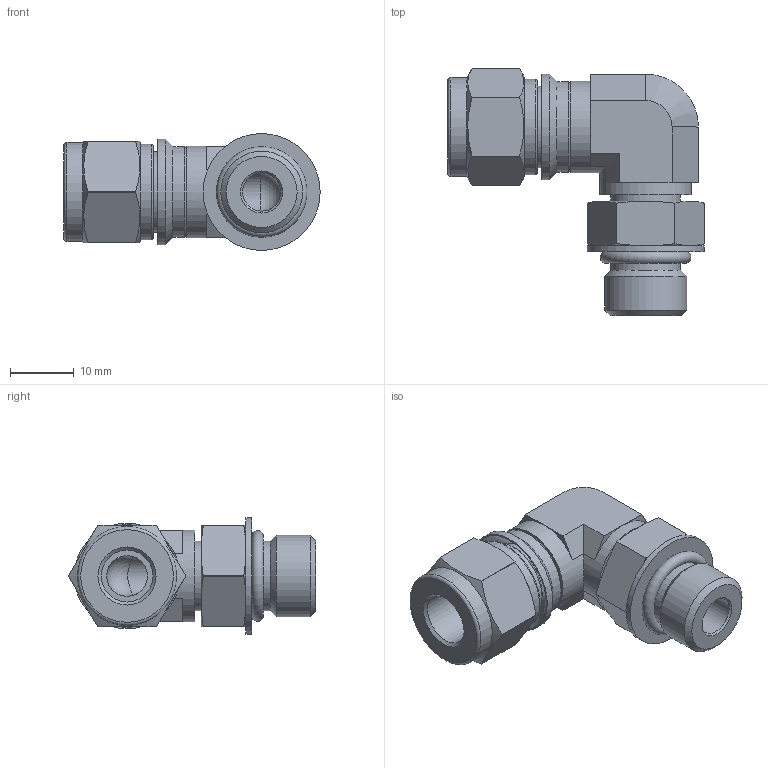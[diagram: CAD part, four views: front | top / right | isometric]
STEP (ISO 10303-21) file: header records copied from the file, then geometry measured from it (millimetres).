
FILE_DESCRIPTION(/* description */ (''),/* implementation_level */ '2;1');
FILE_NAME(/* name */ 'SPMEI-5-5U.stp',/* time_stamp */ '2022-06-02T08:05:24+09:00',/* author */ ('user'),/* organization */ (''),/* preprocessor_version */ 'ST-DEVELOPER v18.1',/* originating_system */ 'Autodesk Inventor 2022',/* authorisation */ '');
FILE_SCHEMA (('AUTOMOTIVE_DESIGN { 1 0 10303 214 3 1 1 }'));
Length unit declared in the file: millimetre
Products named in the file (1): SPME-5-5U
Bounding box: 40.14 x 38.67 x 18.3 mm (x, y, z)
Volume: 8362.8 mm3; surface area: 5478.3 mm2
Topology: 1 solids, 1 shells, 91 faces, 212 edges, 132 vertices
Faces by surface type: plane 44, cylinder 28, cone 15, torus 3, sphere 1
Full cylindrical faces by diameter (mm): 6 x1, 6.35 x1, 8.14 x1, 10.9 x2, 11 x1, 11.4 x1, 12.7 x1, 12.8 x1, 14.2 x1, 14.3 x2, 15 x1, 15.5 x1, 16.5 x1, 18.3 x1
Entity records: 2648 total; most frequent: CARTESIAN_POINT 531, DIRECTION 457, ORIENTED_EDGE 422, EDGE_CURVE 211, AXIS2_PLACEMENT_3D 182, VERTEX_POINT 132, EDGE_LOOP 103, LINE 93
